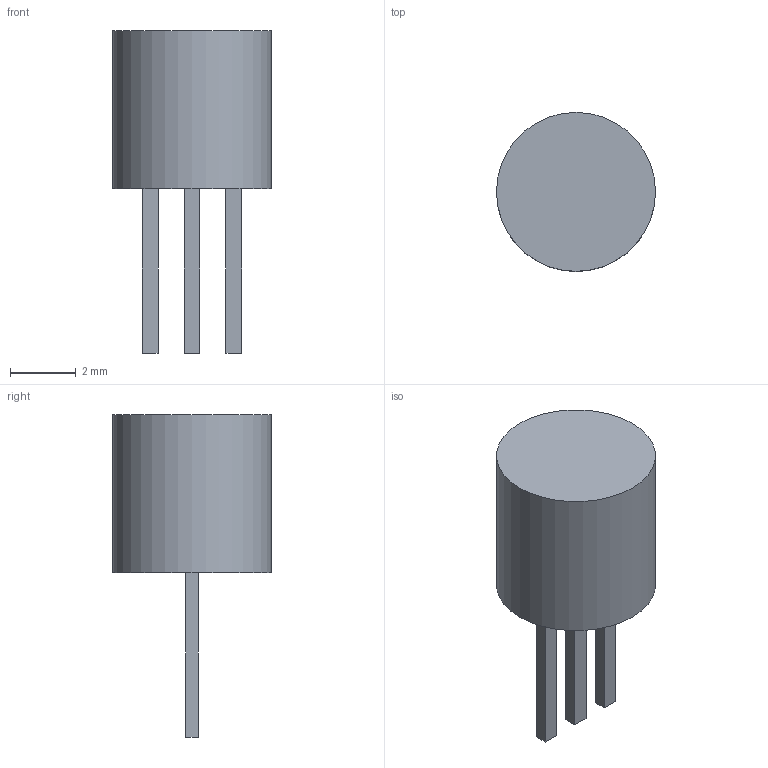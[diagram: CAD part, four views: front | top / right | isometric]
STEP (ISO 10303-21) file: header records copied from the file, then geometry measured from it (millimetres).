
FILE_DESCRIPTION(('FreeCAD Model'),'2;1');
FILE_NAME('Open CASCADE Shape Model','2025-06-02T13:46:30',(''),(''), 'Open CASCADE STEP processor 7.8','FreeCAD','Unknown');
FILE_SCHEMA(('AUTOMOTIVE_DESIGN { 1 0 10303 214 1 1 1 1 }'));
Length unit declared in the file: millimetre
Products named in the file (1): defeat_TO-92_Inline_Narrow
Bounding box: 4.83 x 4.83 x 9.8 mm (x, y, z)
Volume: 90.7 mm3; surface area: 135.3 mm2
Topology: 1 solids, 1 shells, 18 faces, 39 edges, 26 vertices
Faces by surface type: plane 17, cylinder 1
Full cylindrical faces by diameter (mm): 4.83 x1
Entity records: 670 total; most frequent: CARTESIAN_POINT 84, DIRECTION 79, ORIENTED_EDGE 78, EDGE_CURVE 39, LINE 37, VECTOR 37, VERTEX_POINT 26, AXIS2_PLACEMENT_3D 21
